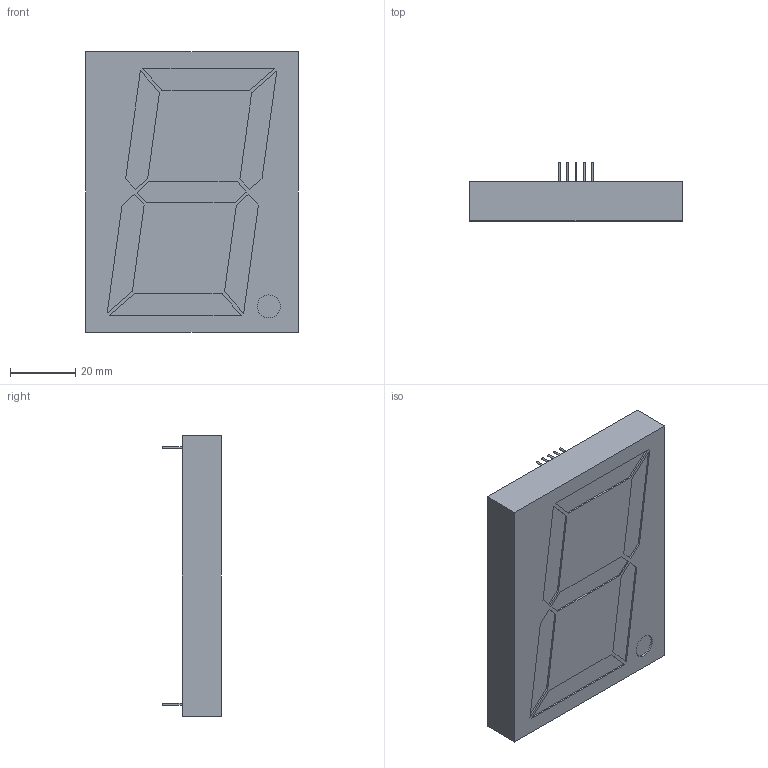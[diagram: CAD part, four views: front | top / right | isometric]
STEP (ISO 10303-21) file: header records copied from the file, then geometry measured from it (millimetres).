
FILE_DESCRIPTION(/* description */ (''),/* implementation_level */ '2;1');
FILE_NAME(/* name */ '7_segment_3inch.step',/* time_stamp */ '2021-03-19T09:56:02+08:00',/* author */ (''),/* organization */ (''),/* preprocessor_version */ 'ST-DEVELOPER v18.1',/* originating_system */ 'Autodesk Translation Framework v9.10.0.1330',/* authorisation */ '');
FILE_SCHEMA (('AUTOMOTIVE_DESIGN { 1 0 10303 214 3 1 1 }'));
Length unit declared in the file: millimetre
Products named in the file (1): 7 segment 3 inch
Bounding box: 65 x 17.9 x 86 mm (x, y, z)
Volume: 66327.1 mm3; surface area: 15206.8 mm2
Topology: 1 solids, 1 shells, 69 faces, 147 edges, 98 vertices
Faces by surface type: plane 58, cylinder 11
Full cylindrical faces by diameter (mm): 0.6 x10, 7 x1
Entity records: 1918 total; most frequent: CARTESIAN_POINT 315, DIRECTION 309, ORIENTED_EDGE 294, EDGE_CURVE 147, LINE 125, VECTOR 125, VERTEX_POINT 98, AXIS2_PLACEMENT_3D 92
